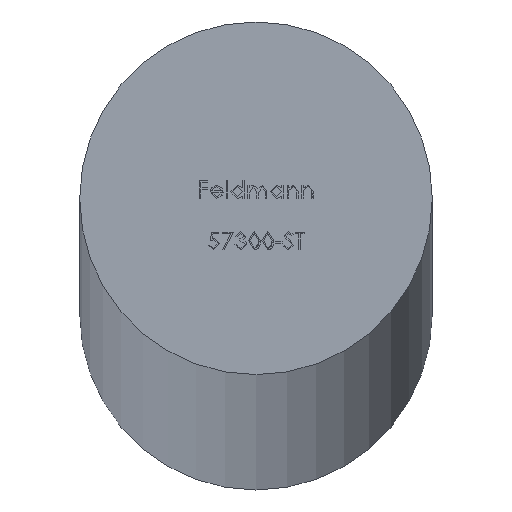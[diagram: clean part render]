
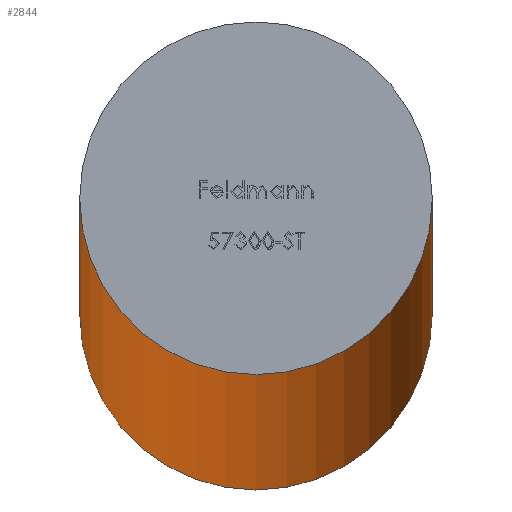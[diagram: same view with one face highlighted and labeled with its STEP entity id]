
A CAD part, top view. The second image highlights one B-rep face of the part: STEP entity #2844.
In plain terms, the highlighted cylindrical face has radius 8 mm (diameter 16 mm), a partial arc.
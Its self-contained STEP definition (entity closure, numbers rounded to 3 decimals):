
#199 = FACE_OUTER_BOUND ( 'NONE', #8328, .T. ) ;
#1023 = CARTESIAN_POINT ( 'NONE',  ( 8., 0., 0. ) ) ;
#1434 = VERTEX_POINT ( 'NONE', #2488 ) ;
#1453 = DIRECTION ( 'NONE',  ( 0., 0., 1. ) ) ;
#1689 = CARTESIAN_POINT ( 'NONE',  ( 0., 0., -3000. ) ) ;
#1992 = CYLINDRICAL_SURFACE ( 'NONE', #10205, 8. ) ;
#2488 = CARTESIAN_POINT ( 'NONE',  ( -8., 0., 0. ) ) ;
#2746 = CARTESIAN_POINT ( 'NONE',  ( 8., 0., -3000. ) ) ;
#2844 = ADVANCED_FACE ( 'NONE', ( #199 ), #1992, .T. ) ;
#3207 = CARTESIAN_POINT ( 'NONE',  ( -8., 0., -3000. ) ) ;
#3233 = VERTEX_POINT ( 'NONE', #1023 ) ;
#3340 = ORIENTED_EDGE ( 'NONE', *, *, #8485, .T. ) ;
#3391 = ORIENTED_EDGE ( 'NONE', *, *, #6176, .F. ) ;
#3565 = VECTOR ( 'NONE', #8030, 1000. ) ;
#3669 = VERTEX_POINT ( 'NONE', #8432 ) ;
#4607 = ORIENTED_EDGE ( 'NONE', *, *, #5131, .F. ) ;
#4707 = CIRCLE ( 'NONE', #9301, 8. ) ;
#4859 = CIRCLE ( 'NONE', #6718, 8. ) ;
#4957 = CARTESIAN_POINT ( 'NONE',  ( 0., 0., 0. ) ) ;
#5131 = EDGE_CURVE ( 'NONE', #3669, #1434, #8866, .T. ) ;
#5149 = VECTOR ( 'NONE', #1453, 1000. ) ;
#5305 = LINE ( 'NONE', #8038, #5149 ) ;
#5888 = DIRECTION ( 'NONE',  ( 1., 0., 0. ) ) ;
#5925 = DIRECTION ( 'NONE',  ( 0., 0., 1. ) ) ;
#6176 = EDGE_CURVE ( 'NONE', #1434, #3233, #4859, .T. ) ;
#6258 = DIRECTION ( 'NONE',  ( 0., 0., 1. ) ) ;
#6718 = AXIS2_PLACEMENT_3D ( 'NONE', #4957, #5925, #10503 ) ;
#8030 = DIRECTION ( 'NONE',  ( 0., 0., 1. ) ) ;
#8038 = CARTESIAN_POINT ( 'NONE',  ( 8., 0., -3000. ) ) ;
#8266 = DIRECTION ( 'NONE',  ( 1., 0., 0. ) ) ;
#8328 = EDGE_LOOP ( 'NONE', ( #4607, #9940, #3340, #3391 ) ) ;
#8432 = CARTESIAN_POINT ( 'NONE',  ( -8., 0., -3000. ) ) ;
#8485 = EDGE_CURVE ( 'NONE', #11249, #3233, #5305, .T. ) ;
#8602 = EDGE_CURVE ( 'NONE', #3669, #11249, #4707, .T. ) ;
#8866 = LINE ( 'NONE', #3207, #3565 ) ;
#9301 = AXIS2_PLACEMENT_3D ( 'NONE', #1689, #6258, #8266 ) ;
#9615 = CARTESIAN_POINT ( 'NONE',  ( 0., 0., -3000. ) ) ;
#9940 = ORIENTED_EDGE ( 'NONE', *, *, #8602, .T. ) ;
#10205 = AXIS2_PLACEMENT_3D ( 'NONE', #9615, #10539, #5888 ) ;
#10503 = DIRECTION ( 'NONE',  ( 1., 0., 0. ) ) ;
#10539 = DIRECTION ( 'NONE',  ( 0., 0., 1. ) ) ;
#11249 = VERTEX_POINT ( 'NONE', #2746 ) ;
